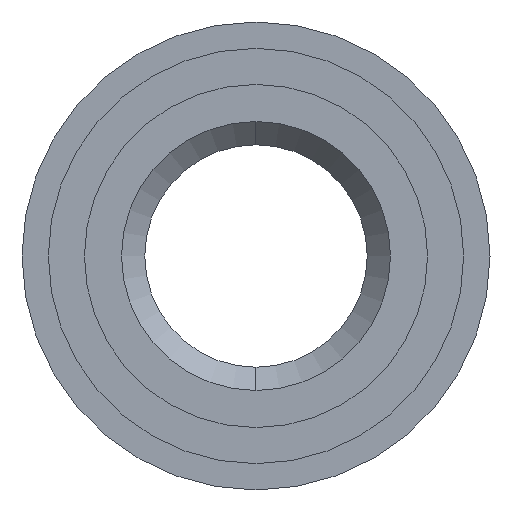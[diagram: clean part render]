
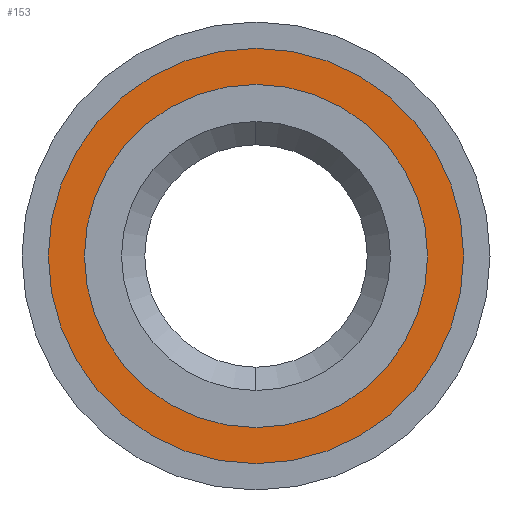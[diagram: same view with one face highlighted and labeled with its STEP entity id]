
A CAD part, left-side view. The second image highlights one B-rep face of the part: STEP entity #153.
In plain terms, the highlighted planar face has unit normal (-1, 0, 0).
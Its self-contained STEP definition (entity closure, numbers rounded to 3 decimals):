
#3 = ORIENTED_EDGE ( 'NONE', *, *, #140, .F. ) ;
#34 = CIRCLE ( 'NONE', #221, 3.86 ) ;
#47 = VERTEX_POINT ( 'NONE', #236 ) ;
#50 = EDGE_CURVE ( 'NONE', #307, #544, #460, .T. ) ;
#53 = AXIS2_PLACEMENT_3D ( 'NONE', #252, #207, #295 ) ;
#76 = DIRECTION ( 'NONE',  ( 0., 0., -1. ) ) ;
#120 = CARTESIAN_POINT ( 'NONE',  ( 0.69, 0., 0. ) ) ;
#122 = EDGE_CURVE ( 'NONE', #521, #47, #34, .T. ) ;
#126 = AXIS2_PLACEMENT_3D ( 'NONE', #187, #147, #533 ) ;
#140 = EDGE_CURVE ( 'NONE', #47, #521, #384, .T. ) ;
#147 = DIRECTION ( 'NONE',  ( 1., 0., 0. ) ) ;
#153 = ADVANCED_FACE ( 'NONE', ( #164, #242 ), #338, .T. ) ;
#154 = CARTESIAN_POINT ( 'NONE',  ( 0.69, 0., 0. ) ) ;
#164 = FACE_OUTER_BOUND ( 'NONE', #287, .T. ) ;
#187 = CARTESIAN_POINT ( 'NONE',  ( 0.69, 0., 0. ) ) ;
#199 = DIRECTION ( 'NONE',  ( 1., 0., 0. ) ) ;
#207 = DIRECTION ( 'NONE',  ( -1., 0., 0. ) ) ;
#221 = AXIS2_PLACEMENT_3D ( 'NONE', #120, #381, #463 ) ;
#236 = CARTESIAN_POINT ( 'NONE',  ( 0.69, 0., 3.86 ) ) ;
#242 = FACE_BOUND ( 'NONE', #264, .T. ) ;
#252 = CARTESIAN_POINT ( 'NONE',  ( 0.69, -3.86, -3.86 ) ) ;
#264 = EDGE_LOOP ( 'NONE', ( #347, #470 ) ) ;
#273 = CARTESIAN_POINT ( 'NONE',  ( 0.69, 0., 0. ) ) ;
#287 = EDGE_LOOP ( 'NONE', ( #431, #3 ) ) ;
#295 = DIRECTION ( 'NONE',  ( 0., 0., 1. ) ) ;
#303 = CARTESIAN_POINT ( 'NONE',  ( 0.69, 0., 3.137 ) ) ;
#307 = VERTEX_POINT ( 'NONE', #303 ) ;
#335 = CARTESIAN_POINT ( 'NONE',  ( 0.69, 0., -3.137 ) ) ;
#338 = PLANE ( 'NONE',  #53 ) ;
#347 = ORIENTED_EDGE ( 'NONE', *, *, #50, .T. ) ;
#381 = DIRECTION ( 'NONE',  ( 1., 0., 0. ) ) ;
#384 = CIRCLE ( 'NONE', #484, 3.86 ) ;
#390 = EDGE_CURVE ( 'NONE', #544, #307, #414, .T. ) ;
#406 = DIRECTION ( 'NONE',  ( 1., 0., 0. ) ) ;
#410 = DIRECTION ( 'NONE',  ( 0., 0., 1. ) ) ;
#414 = CIRCLE ( 'NONE', #126, 3.137 ) ;
#431 = ORIENTED_EDGE ( 'NONE', *, *, #122, .F. ) ;
#442 = AXIS2_PLACEMENT_3D ( 'NONE', #273, #406, #410 ) ;
#460 = CIRCLE ( 'NONE', #442, 3.137 ) ;
#463 = DIRECTION ( 'NONE',  ( 0., 0., -1. ) ) ;
#470 = ORIENTED_EDGE ( 'NONE', *, *, #390, .T. ) ;
#484 = AXIS2_PLACEMENT_3D ( 'NONE', #154, #199, #76 ) ;
#500 = CARTESIAN_POINT ( 'NONE',  ( 0.69, 0., -3.86 ) ) ;
#521 = VERTEX_POINT ( 'NONE', #500 ) ;
#533 = DIRECTION ( 'NONE',  ( 0., 0., 1. ) ) ;
#544 = VERTEX_POINT ( 'NONE', #335 ) ;
